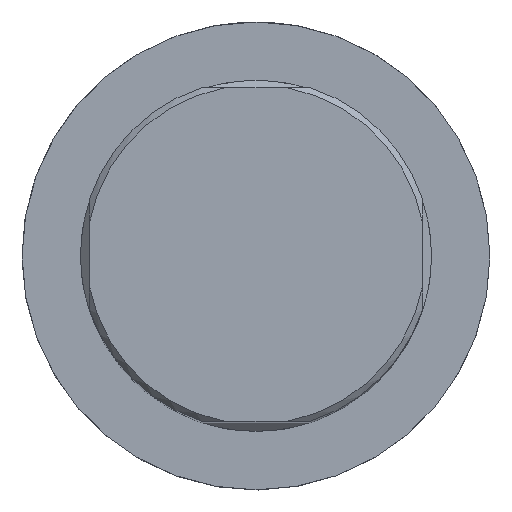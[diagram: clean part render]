
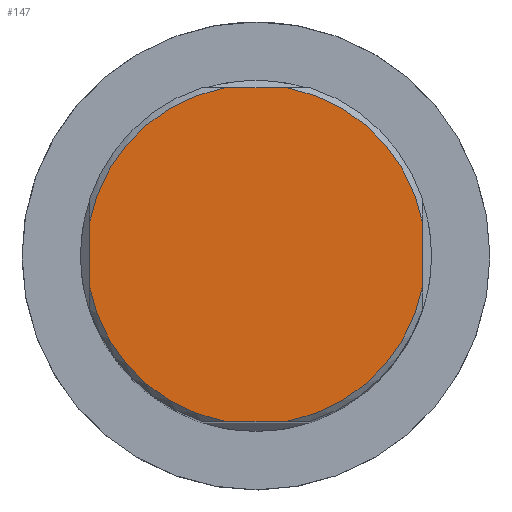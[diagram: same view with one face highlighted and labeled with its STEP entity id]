
A CAD part, top view. The second image highlights one B-rep face of the part: STEP entity #147.
In plain terms, the highlighted planar face has unit normal (0, 0, 1).
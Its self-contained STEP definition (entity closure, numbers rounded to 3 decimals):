
#65=FACE_OUTER_BOUND('',#208,.T.);
#97=LINE('',#830,#123);
#98=LINE('',#831,#124);
#99=LINE('',#835,#125);
#100=LINE('',#836,#126);
#123=VECTOR('',#655,1.);
#124=VECTOR('',#656,1.);
#125=VECTOR('',#659,1.);
#126=VECTOR('',#660,1.);
#147=ADVANCED_FACE('',(#65),#165,.T.);
#165=PLANE('',#535);
#208=EDGE_LOOP('',(#296,#297,#298,#299,#300,#301,#302,#303));
#296=ORIENTED_EDGE('',*,*,#441,.F.);
#297=ORIENTED_EDGE('',*,*,#434,.T.);
#298=ORIENTED_EDGE('',*,*,#442,.F.);
#299=ORIENTED_EDGE('',*,*,#443,.T.);
#300=ORIENTED_EDGE('',*,*,#444,.F.);
#301=ORIENTED_EDGE('',*,*,#439,.T.);
#302=ORIENTED_EDGE('',*,*,#445,.F.);
#303=ORIENTED_EDGE('',*,*,#436,.T.);
#381=VERTEX_POINT('',#798);
#382=VERTEX_POINT('',#803);
#383=VERTEX_POINT('',#810);
#384=VERTEX_POINT('',#812);
#385=VERTEX_POINT('',#822);
#386=VERTEX_POINT('',#824);
#387=VERTEX_POINT('',#832);
#388=VERTEX_POINT('',#834);
#434=EDGE_CURVE('',#381,#382,#467,.T.);
#436=EDGE_CURVE('',#384,#383,#468,.T.);
#439=EDGE_CURVE('',#386,#385,#469,.T.);
#441=EDGE_CURVE('',#381,#383,#97,.T.);
#442=EDGE_CURVE('',#387,#382,#98,.T.);
#443=EDGE_CURVE('',#387,#388,#470,.T.);
#444=EDGE_CURVE('',#386,#388,#99,.T.);
#445=EDGE_CURVE('',#384,#385,#100,.T.);
#467=CIRCLE('',#528,29.);
#468=CIRCLE('',#530,29.);
#469=CIRCLE('',#532,29.);
#470=CIRCLE('',#534,29.);
#528=AXIS2_PLACEMENT_3D('',#804,#643,#644);
#530=AXIS2_PLACEMENT_3D('',#811,#647,#648);
#532=AXIS2_PLACEMENT_3D('',#823,#651,#652);
#534=AXIS2_PLACEMENT_3D('',#833,#657,#658);
#535=AXIS2_PLACEMENT_3D('',#837,#661,#662);
#643=DIRECTION('',(0.,0.,1.));
#644=DIRECTION('',(0.,1.,0.));
#647=DIRECTION('',(0.,0.,1.));
#648=DIRECTION('',(0.,1.,0.));
#651=DIRECTION('',(0.,0.,1.));
#652=DIRECTION('',(0.,1.,0.));
#655=DIRECTION('',(1.,0.,0.));
#656=DIRECTION('',(0.,1.,0.));
#657=DIRECTION('',(0.,0.,1.));
#658=DIRECTION('',(0.,1.,0.));
#659=DIRECTION('',(-1.,0.,0.));
#660=DIRECTION('',(0.,-1.,0.));
#661=DIRECTION('',(0.,0.,1.));
#662=DIRECTION('',(0.,1.,0.));
#798=CARTESIAN_POINT('',(-5.362,28.5,140.));
#803=CARTESIAN_POINT('',(-28.5,5.362,140.));
#804=CARTESIAN_POINT('',(0.,0.,140.));
#810=CARTESIAN_POINT('',(5.362,28.5,140.));
#811=CARTESIAN_POINT('',(0.,0.,140.));
#812=CARTESIAN_POINT('',(28.5,5.362,140.));
#822=CARTESIAN_POINT('',(28.5,-5.362,140.));
#823=CARTESIAN_POINT('',(0.,0.,140.));
#824=CARTESIAN_POINT('',(5.362,-28.5,140.));
#830=CARTESIAN_POINT('',(-30.,28.5,140.));
#831=CARTESIAN_POINT('',(-28.5,0.,140.));
#832=CARTESIAN_POINT('',(-28.5,-5.362,140.));
#833=CARTESIAN_POINT('',(0.,0.,140.));
#834=CARTESIAN_POINT('',(-5.362,-28.5,140.));
#835=CARTESIAN_POINT('',(-30.,-28.5,140.));
#836=CARTESIAN_POINT('',(28.5,0.,140.));
#837=CARTESIAN_POINT('',(-30.,0.,140.));
